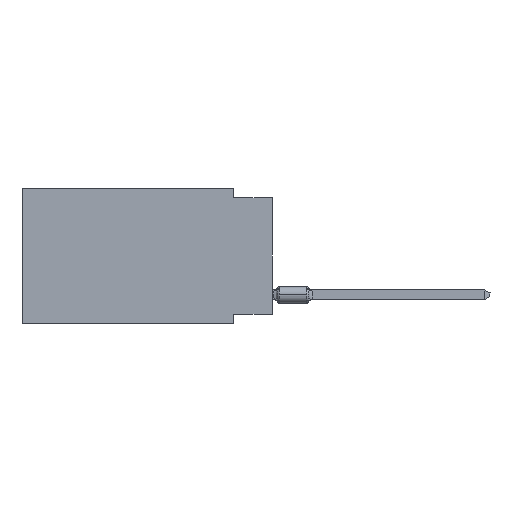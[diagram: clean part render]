
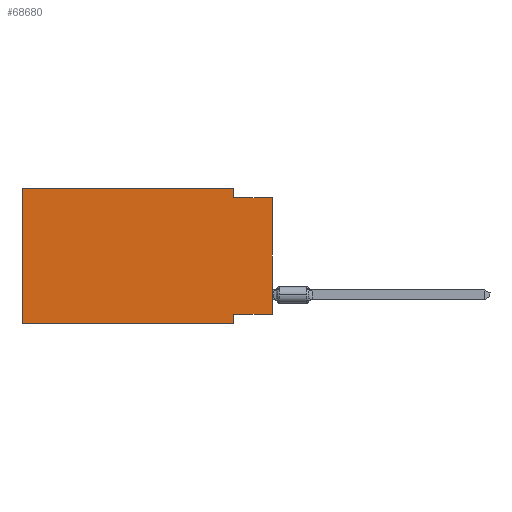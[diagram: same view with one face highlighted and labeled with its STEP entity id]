
A CAD part, left-side view. The second image highlights one B-rep face of the part: STEP entity #68680.
In plain terms, the highlighted planar face has unit normal (-1, 0, 0).
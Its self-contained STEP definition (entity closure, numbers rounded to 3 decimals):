
#72 = CARTESIAN_POINT ( 'NONE',  ( 0., 0., -8.255 ) ) ;
#685 = LINE ( 'NONE', #55192, #6090 ) ;
#788 = VECTOR ( 'NONE', #59114, 1000. ) ;
#2928 = EDGE_CURVE ( 'NONE', #52148, #6581, #20992, .T. ) ;
#3765 = EDGE_CURVE ( 'NONE', #68421, #22765, #67115, .T. ) ;
#6025 = VECTOR ( 'NONE', #78580, 1000. ) ;
#6090 = VECTOR ( 'NONE', #48872, 1000. ) ;
#6581 = VERTEX_POINT ( 'NONE', #74487 ) ;
#9918 = EDGE_LOOP ( 'NONE', ( #29849, #49369, #77501, #69739, #81999, #26204, #53792, #70039 ) ) ;
#13965 = CARTESIAN_POINT ( 'NONE',  ( 0., 2.54, -0.635 ) ) ;
#14134 = LINE ( 'NONE', #82599, #81261 ) ;
#15109 = DIRECTION ( 'NONE',  ( 0., -1., 0. ) ) ;
#15668 = CARTESIAN_POINT ( 'NONE',  ( 0., 0., -0.635 ) ) ;
#15736 = VECTOR ( 'NONE', #21980, 1000. ) ;
#20614 = LINE ( 'NONE', #54409, #79785 ) ;
#20992 = LINE ( 'NONE', #83107, #83172 ) ;
#21980 = DIRECTION ( 'NONE',  ( 0., -1., 0. ) ) ;
#22765 = VERTEX_POINT ( 'NONE', #75572 ) ;
#26204 = ORIENTED_EDGE ( 'NONE', *, *, #2928, .T. ) ;
#26234 = LINE ( 'NONE', #72, #88718 ) ;
#29194 = EDGE_CURVE ( 'NONE', #50389, #68421, #20614, .T. ) ;
#29849 = ORIENTED_EDGE ( 'NONE', *, *, #43108, .T. ) ;
#31751 = LINE ( 'NONE', #38506, #6025 ) ;
#31814 = CARTESIAN_POINT ( 'NONE',  ( 0., 16.383, -8.89 ) ) ;
#32591 = VERTEX_POINT ( 'NONE', #76544 ) ;
#32676 = VERTEX_POINT ( 'NONE', #65729 ) ;
#38506 = CARTESIAN_POINT ( 'NONE',  ( 0., 16.383, 0. ) ) ;
#38707 = DIRECTION ( 'NONE',  ( 1., 0., 0. ) ) ;
#39472 = EDGE_CURVE ( 'NONE', #32591, #56689, #26234, .T. ) ;
#41620 = DIRECTION ( 'NONE',  ( 0., -1., 0. ) ) ;
#42577 = EDGE_CURVE ( 'NONE', #52148, #32676, #31751, .T. ) ;
#43108 = EDGE_CURVE ( 'NONE', #32591, #22765, #685, .T. ) ;
#43170 = CARTESIAN_POINT ( 'NONE',  ( 0., 2.54, 0. ) ) ;
#48528 = DIRECTION ( 'NONE',  ( 0., 0., -1. ) ) ;
#48872 = DIRECTION ( 'NONE',  ( 0., 0., 1. ) ) ;
#49369 = ORIENTED_EDGE ( 'NONE', *, *, #3765, .F. ) ;
#50389 = VERTEX_POINT ( 'NONE', #43170 ) ;
#52148 = VERTEX_POINT ( 'NONE', #31814 ) ;
#53687 = CARTESIAN_POINT ( 'NONE',  ( 0., 2.54, -8.89 ) ) ;
#53792 = ORIENTED_EDGE ( 'NONE', *, *, #65832, .F. ) ;
#53996 = PLANE ( 'NONE',  #62781 ) ;
#54409 = CARTESIAN_POINT ( 'NONE',  ( 0., 2.54, 0. ) ) ;
#55192 = CARTESIAN_POINT ( 'NONE',  ( 0., 0., 0. ) ) ;
#56689 = VERTEX_POINT ( 'NONE', #65230 ) ;
#57328 = EDGE_CURVE ( 'NONE', #32676, #50389, #14134, .T. ) ;
#59114 = DIRECTION ( 'NONE',  ( 0., 0., -1. ) ) ;
#59565 = LINE ( 'NONE', #53687, #788 ) ;
#61784 = DIRECTION ( 'NONE',  ( 0., 1., 0. ) ) ;
#62781 = AXIS2_PLACEMENT_3D ( 'NONE', #67073, #38707, #80558 ) ;
#65230 = CARTESIAN_POINT ( 'NONE',  ( 0., 2.54, -8.255 ) ) ;
#65729 = CARTESIAN_POINT ( 'NONE',  ( 0., 16.383, 0. ) ) ;
#65832 = EDGE_CURVE ( 'NONE', #56689, #6581, #59565, .T. ) ;
#67073 = CARTESIAN_POINT ( 'NONE',  ( 0., 16.383, 0. ) ) ;
#67115 = LINE ( 'NONE', #15668, #15736 ) ;
#68421 = VERTEX_POINT ( 'NONE', #13965 ) ;
#68680 = ADVANCED_FACE ( 'NONE', ( #71594 ), #53996, .F. ) ;
#69739 = ORIENTED_EDGE ( 'NONE', *, *, #57328, .F. ) ;
#70039 = ORIENTED_EDGE ( 'NONE', *, *, #39472, .F. ) ;
#71594 = FACE_OUTER_BOUND ( 'NONE', #9918, .T. ) ;
#74487 = CARTESIAN_POINT ( 'NONE',  ( 0., 2.54, -8.89 ) ) ;
#75572 = CARTESIAN_POINT ( 'NONE',  ( 0., 0., -0.635 ) ) ;
#76544 = CARTESIAN_POINT ( 'NONE',  ( 0., 0., -8.255 ) ) ;
#77501 = ORIENTED_EDGE ( 'NONE', *, *, #29194, .F. ) ;
#78580 = DIRECTION ( 'NONE',  ( 0., 0., 1. ) ) ;
#79785 = VECTOR ( 'NONE', #48528, 1000. ) ;
#80558 = DIRECTION ( 'NONE',  ( 0., 0., -1. ) ) ;
#81261 = VECTOR ( 'NONE', #41620, 1000. ) ;
#81999 = ORIENTED_EDGE ( 'NONE', *, *, #42577, .F. ) ;
#82599 = CARTESIAN_POINT ( 'NONE',  ( 0., 16.383, 0. ) ) ;
#83107 = CARTESIAN_POINT ( 'NONE',  ( 0., 16.383, -8.89 ) ) ;
#83172 = VECTOR ( 'NONE', #15109, 1000. ) ;
#88718 = VECTOR ( 'NONE', #61784, 1000. ) ;
